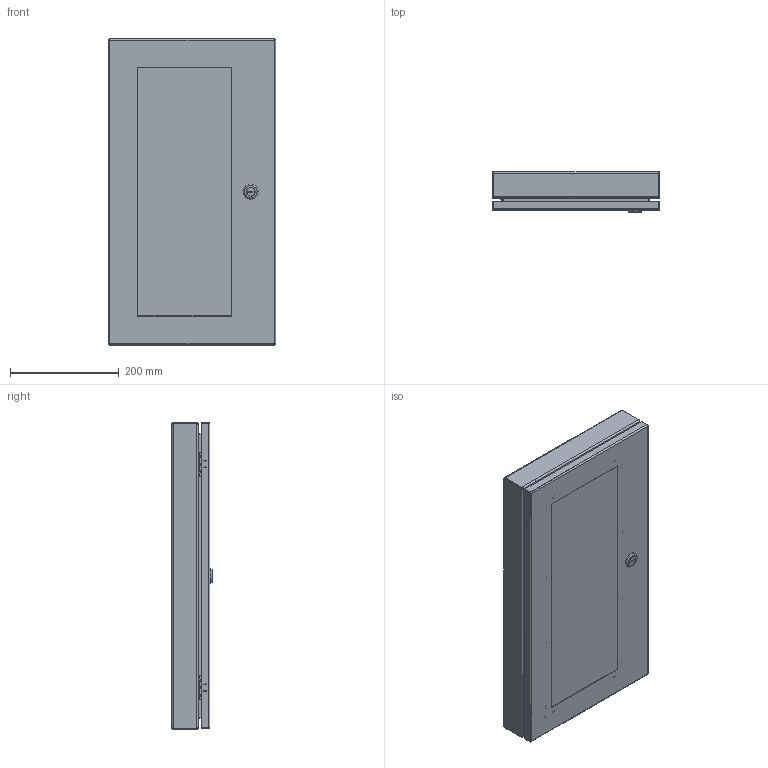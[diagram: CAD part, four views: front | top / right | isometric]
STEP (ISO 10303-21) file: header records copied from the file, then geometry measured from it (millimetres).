
FILE_DESCRIPTION (( 'STEP AP203' ), '1' );
FILE_NAME ('1481WSSDH2416_Default.step', '2019-11-12T17:57:16', ( '' ), ( '' ), 'SwSTEP 2.0', 'SolidWorks 2019', '' );
FILE_SCHEMA (( 'CONFIG_CONTROL_DESIGN' ));
Length unit declared in the file: inch
Products named in the file (1): 1481WSSDH2416_Default
Bounding box: 308.36 x 73.91 x 563.63 mm (x, y, z)
Volume: 1173628.4 mm3; surface area: 913270.8 mm2
Topology: 46 solids, 46 shells, 1077 faces, 2349 edges, 1398 vertices
Faces by surface type: plane 579, cylinder 308, bspline 92, cone 86, torus 12
Entity records: 33954 total; most frequent: CARTESIAN_POINT 10721, DIRECTION 4751, ORIENTED_EDGE 4698, EDGE_CURVE 2349, AXIS2_PLACEMENT_3D 1724, VERTEX_POINT 1398, VECTOR 1303, LINE 1303
